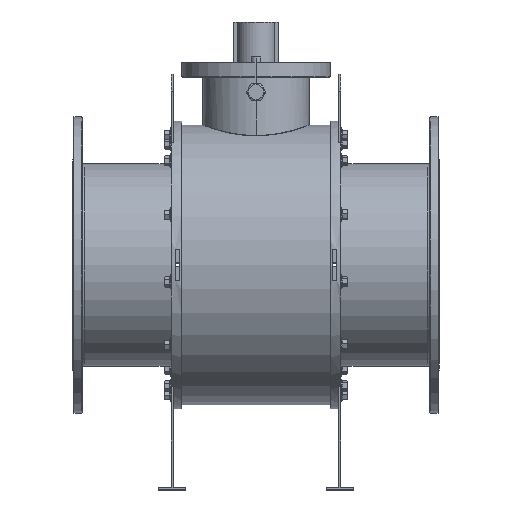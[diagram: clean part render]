
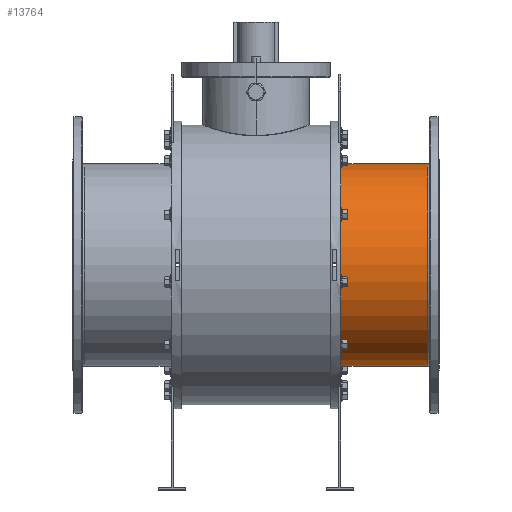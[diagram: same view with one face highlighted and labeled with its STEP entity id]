
A CAD part, top view. The second image highlights one B-rep face of the part: STEP entity #13764.
In plain terms, the highlighted cylindrical face has radius 239.1 mm (diameter 478.2 mm), a partial arc.
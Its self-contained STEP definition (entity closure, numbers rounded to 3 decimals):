
#227 = DIRECTION ( 'NONE',  ( -1., 0., 0. ) ) ;
#273 = VERTEX_POINT ( 'NONE', #9407 ) ;
#584 = CYLINDRICAL_SURFACE ( 'NONE', #11931, 239.1 ) ;
#1041 = CIRCLE ( 'NONE', #1277, 239.1 ) ;
#1113 = CARTESIAN_POINT ( 'NONE',  ( 200., -239.1, 0. ) ) ;
#1277 = AXIS2_PLACEMENT_3D ( 'NONE', #9915, #6924, #6787 ) ;
#1549 = EDGE_CURVE ( 'NONE', #12628, #273, #11897, .T. ) ;
#1561 = DIRECTION ( 'NONE',  ( 0., 1., 0. ) ) ;
#1641 = CARTESIAN_POINT ( 'NONE',  ( -432., -239.1, 0. ) ) ;
#2538 = EDGE_CURVE ( 'NONE', #9869, #7576, #11399, .T. ) ;
#2981 = EDGE_CURVE ( 'NONE', #9869, #12628, #13576, .T. ) ;
#3844 = DIRECTION ( 'NONE',  ( -1., 0., 0. ) ) ;
#3995 = CARTESIAN_POINT ( 'NONE',  ( 405., 239.1, 0. ) ) ;
#4942 = CARTESIAN_POINT ( 'NONE',  ( -432., 0., 0. ) ) ;
#5377 = ORIENTED_EDGE ( 'NONE', *, *, #2538, .F. ) ;
#6787 = DIRECTION ( 'NONE',  ( 0., 0., -1. ) ) ;
#6924 = DIRECTION ( 'NONE',  ( 1., 0., 0. ) ) ;
#7576 = VERTEX_POINT ( 'NONE', #1113 ) ;
#7764 = EDGE_LOOP ( 'NONE', ( #9510, #7889, #8432, #5377 ) ) ;
#7889 = ORIENTED_EDGE ( 'NONE', *, *, #1549, .T. ) ;
#8023 = CARTESIAN_POINT ( 'NONE',  ( 405., 0., 0. ) ) ;
#8432 = ORIENTED_EDGE ( 'NONE', *, *, #9513, .T. ) ;
#8835 = VECTOR ( 'NONE', #227, 1000. ) ;
#8862 = CARTESIAN_POINT ( 'NONE',  ( 405., -239.1, 0. ) ) ;
#9267 = DIRECTION ( 'NONE',  ( -1., 0., 0. ) ) ;
#9407 = CARTESIAN_POINT ( 'NONE',  ( 200., 239.1, 0. ) ) ;
#9510 = ORIENTED_EDGE ( 'NONE', *, *, #2981, .T. ) ;
#9513 = EDGE_CURVE ( 'NONE', #273, #7576, #1041, .T. ) ;
#9869 = VERTEX_POINT ( 'NONE', #8862 ) ;
#9915 = CARTESIAN_POINT ( 'NONE',  ( 200., 0., 0. ) ) ;
#10176 = VECTOR ( 'NONE', #3844, 1000. ) ;
#10304 = DIRECTION ( 'NONE',  ( -1., 0., 0. ) ) ;
#10335 = FACE_OUTER_BOUND ( 'NONE', #7764, .T. ) ;
#11399 = LINE ( 'NONE', #1641, #10176 ) ;
#11553 = AXIS2_PLACEMENT_3D ( 'NONE', #8023, #10304, #1561 ) ;
#11897 = LINE ( 'NONE', #12113, #8835 ) ;
#11931 = AXIS2_PLACEMENT_3D ( 'NONE', #4942, #9267, #13600 ) ;
#12113 = CARTESIAN_POINT ( 'NONE',  ( -432., 239.1, 0. ) ) ;
#12628 = VERTEX_POINT ( 'NONE', #3995 ) ;
#13576 = CIRCLE ( 'NONE', #11553, 239.1 ) ;
#13600 = DIRECTION ( 'NONE',  ( 0., -1., 0. ) ) ;
#13764 = ADVANCED_FACE ( 'NONE', ( #10335 ), #584, .T. ) ;
